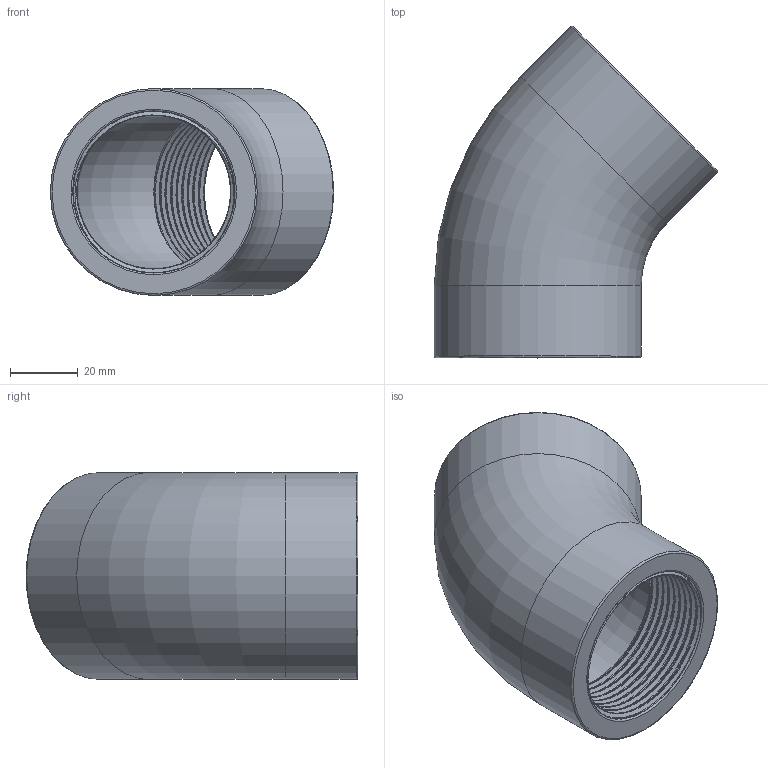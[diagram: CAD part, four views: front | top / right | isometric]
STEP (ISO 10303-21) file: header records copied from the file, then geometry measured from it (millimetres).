
FILE_DESCRIPTION(/* description */ (''),/* implementation_level */ '2;1');
FILE_NAME(/* name */ 'EY510500.ipt.stp',/* time_stamp */ '2017-01-24T18:12:43+01:00',/* author */ ('Gabriele'),/* organization */ (''),/* preprocessor_version */ 'ST-DEVELOPER v16.5',/* originating_system */ 'Autodesk Inventor 2017',/* authorisation */ '');
FILE_SCHEMA (('AUTOMOTIVE_DESIGN { 1 0 10303 214 3 1 1 }'));
Length unit declared in the file: millimetre
Products named in the file (1): EY510500
Bounding box: 83.52 x 97.8 x 61 mm (x, y, z)
Volume: 104939.3 mm3; surface area: 46877.9 mm2
Topology: 3 solids, 3 shells, 34 faces, 72 edges, 46 vertices
Faces by surface type: bspline 12, plane 8, cylinder 8, torus 6
Full cylindrical faces by diameter (mm): 47.8 x2, 61 x2
Entity records: 9546 total; most frequent: CARTESIAN_POINT 8919, ORIENTED_EDGE 124, DIRECTION 90, EDGE_CURVE 62, EDGE_LOOP 48, VERTEX_POINT 46, AXIS2_PLACEMENT_3D 45, B_SPLINE_CURVE_WITH_KNOTS 40
